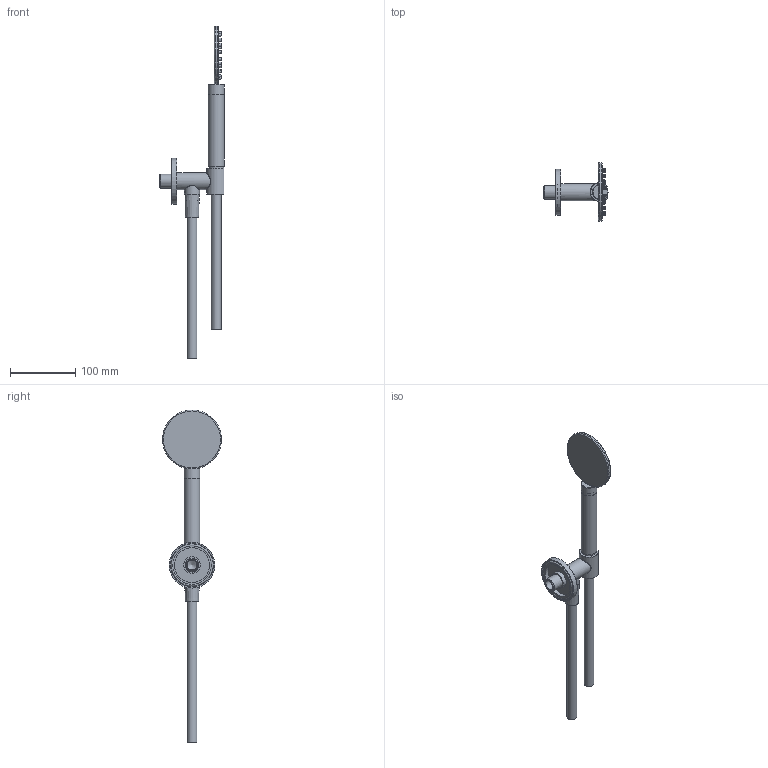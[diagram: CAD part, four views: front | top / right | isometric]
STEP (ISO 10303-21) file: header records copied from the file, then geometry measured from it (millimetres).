
FILE_DESCRIPTION(/* description */ ('Unknown'),/* implementation_level */ '2;1');
FILE_NAME(/* name */ 'M442-00 r1',/* time_stamp */ '2018-01-11T10:36:54+01:00',/* author */ ('Unknown'),/* organization */ ('Unknown'),/* preprocessor_version */ 'ST-DEVELOPER v16.7',/* originating_system */ 'DEX',/* authorisation */ $);
FILE_SCHEMA (('AUTOMOTIVE_DESIGN {1 0 10303 214 3 1 1}'));
Length unit declared in the file: millimetre
Products named in the file (16): M442-00 r1; M515-00 r1; CB450-10; M515-01; M514-03; CB450-11; M515-02; M015-001; M353-00 r1; SSR000017_SOLID_2; SSR000017_SOLID_1; CPR000026; CPR400042; CPP400322; CPP400321_SOLID_1; CPT000012_SOLID_1
Assembly tree (55 placements, depth 3):
  M442-00 r1
    M515-00 r1
      CB450-10
      M515-01
      M514-03
      CB450-11
      M515-02
    M015-001  x2
    M353-00 r1
      SSR000017_SOLID_2
      SSR000017_SOLID_1
      CPR000026
      CPR400042  x40
      CPP400322
      CPP400321_SOLID_1
      CPT000012_SOLID_1
Bounding box: 98 x 90 x 507.38 mm (x, y, z)
Volume: 218406.3 mm3; surface area: 112186.4 mm2
Topology: 53 solids, 53 shells, 693 faces, 1401 edges, 912 vertices
Faces by surface type: plane 267, cylinder 229, torus 110, cone 69, bspline 14, sphere 4
Full cylindrical faces by diameter (mm): 1.3 x40, 2.5 x1, 2.8 x1, 3.3 x80, 4.134 x2, 4.8 x1, 5 x42, 5.5 x1, 6 x1, 7.4 x1, 9.2 x2, 9.8 x1, 10 x2, 12 x1, 13.5 x1, 13.7 x1, 14.7 x1, 14.8 x2, 15 x4, 15.2 x1, 16.5 x2, 17 x1, 19.3 x1, 19.6 x2, 19.8 x1, 20.5 x1, 20.955 x3, 21 x1, 22 x1, 22.1 x1
Entity records: 11352 total; most frequent: CARTESIAN_POINT 4022, DIRECTION 1398, ORIENTED_EDGE 992, AXIS2_PLACEMENT_3D 634, FACE_BOUND 573, EDGE_LOOP 567, EDGE_CURVE 496, VERTEX_POINT 399
